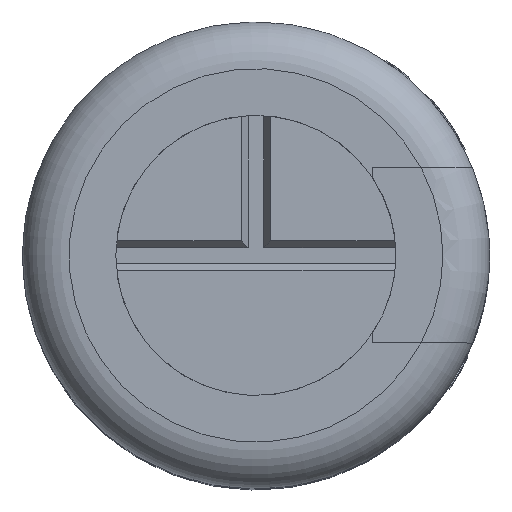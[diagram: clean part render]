
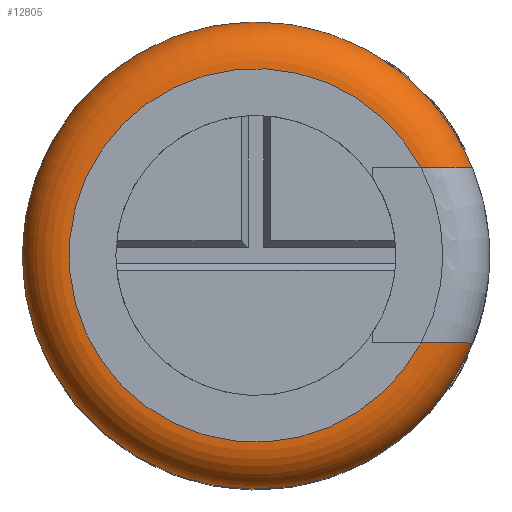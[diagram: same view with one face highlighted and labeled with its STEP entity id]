
A CAD part, top view. The second image highlights one B-rep face of the part: STEP entity #12805.
In plain terms, the highlighted toroidal (fillet/blend) face has major radius 1.6 mm and minor radius 0.4 mm.
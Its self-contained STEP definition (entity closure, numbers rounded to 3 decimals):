
#240 = CIRCLE ( 'NONE', #3396, 2. ) ;
#1158 = FACE_OUTER_BOUND ( 'NONE', #6083, .T. ) ;
#2549 = CARTESIAN_POINT ( 'NONE',  ( 1.854, -0.75, 6.011 ) ) ;
#2557 = CARTESIAN_POINT ( 'NONE',  ( 0., 0., 5.9 ) ) ;
#2743 = B_SPLINE_CURVE_WITH_KNOTS ( 'NONE', 3,
 ( #10943, #12626, #16521, #12760, #20079, #14477 ),
 .UNSPECIFIED., .F., .F.,
 ( 4, 2, 4 ),
 ( 0.001, 0.001, 0.001 ),
 .UNSPECIFIED. ) ;
#3153 = B_SPLINE_CURVE_WITH_KNOTS ( 'NONE', 3,
 ( #9850, #2549, #17225, #18970, #11888, #22601 ),
 .UNSPECIFIED., .F., .F.,
 ( 4, 2, 4 ),
 ( 0.002, 0.002, 0.002 ),
 .UNSPECIFIED. ) ;
#3396 = AXIS2_PLACEMENT_3D ( 'NONE', #7837, #19012, #15228 ) ;
#3600 = CARTESIAN_POINT ( 'NONE',  ( 1.854, 0.75, 5.9 ) ) ;
#3800 = AXIS2_PLACEMENT_3D ( 'NONE', #12898, #9133, #8788 ) ;
#4718 = DIRECTION ( 'NONE',  ( 0., 0., -1. ) ) ;
#5224 = CIRCLE ( 'NONE', #10284, 2. ) ;
#6083 = EDGE_LOOP ( 'NONE', ( #13568, #18389, #17124, #19104, #18736 ) ) ;
#6458 = DIRECTION ( 'NONE',  ( 1., 0., 0. ) ) ;
#6811 = DIRECTION ( 'NONE',  ( 0., 0., 1. ) ) ;
#7699 = TOROIDAL_SURFACE ( 'NONE', #3800, 1.6, 0.4 ) ;
#7837 = CARTESIAN_POINT ( 'NONE',  ( 0., 0., 5.9 ) ) ;
#8451 = VERTEX_POINT ( 'NONE', #23394 ) ;
#8519 = VERTEX_POINT ( 'NONE', #3600 ) ;
#8788 = DIRECTION ( 'NONE',  ( 1., 0., 0. ) ) ;
#8800 = AXIS2_PLACEMENT_3D ( 'NONE', #10677, #6811, #20379 ) ;
#9133 = DIRECTION ( 'NONE',  ( 0., 0., 1. ) ) ;
#9548 = CARTESIAN_POINT ( 'NONE',  ( 1.413, -0.75, 6.3 ) ) ;
#9850 = CARTESIAN_POINT ( 'NONE',  ( 1.854, -0.75, 5.9 ) ) ;
#10284 = AXIS2_PLACEMENT_3D ( 'NONE', #2557, #4718, #6458 ) ;
#10677 = CARTESIAN_POINT ( 'NONE',  ( 0., 0., 6.3 ) ) ;
#10943 = CARTESIAN_POINT ( 'NONE',  ( 1.413, 0.75, 6.3 ) ) ;
#11139 = EDGE_CURVE ( 'NONE', #19542, #22421, #17722, .T. ) ;
#11412 = EDGE_CURVE ( 'NONE', #8451, #16597, #240, .T. ) ;
#11888 = CARTESIAN_POINT ( 'NONE',  ( 1.524, -0.75, 6.3 ) ) ;
#12626 = CARTESIAN_POINT ( 'NONE',  ( 1.523, 0.75, 6.3 ) ) ;
#12760 = CARTESIAN_POINT ( 'NONE',  ( 1.801, 0.75, 6.119 ) ) ;
#12805 = ADVANCED_FACE ( 'NONE', ( #1158 ), #7699, .T. ) ;
#12898 = CARTESIAN_POINT ( 'NONE',  ( 0., 0., 5.9 ) ) ;
#13568 = ORIENTED_EDGE ( 'NONE', *, *, #11412, .F. ) ;
#14119 = CARTESIAN_POINT ( 'NONE',  ( -2., 0., 5.9 ) ) ;
#14423 = EDGE_CURVE ( 'NONE', #8451, #22421, #3153, .T. ) ;
#14477 = CARTESIAN_POINT ( 'NONE',  ( 1.854, 0.75, 5.9 ) ) ;
#15228 = DIRECTION ( 'NONE',  ( 1., 0., 0. ) ) ;
#16521 = CARTESIAN_POINT ( 'NONE',  ( 1.635, 0.75, 6.263 ) ) ;
#16597 = VERTEX_POINT ( 'NONE', #14119 ) ;
#17124 = ORIENTED_EDGE ( 'NONE', *, *, #11139, .F. ) ;
#17225 = CARTESIAN_POINT ( 'NONE',  ( 1.801, -0.75, 6.119 ) ) ;
#17378 = EDGE_CURVE ( 'NONE', #19542, #8519, #2743, .T. ) ;
#17722 = CIRCLE ( 'NONE', #8800, 1.6 ) ;
#17891 = CARTESIAN_POINT ( 'NONE',  ( 1.413, 0.75, 6.3 ) ) ;
#18389 = ORIENTED_EDGE ( 'NONE', *, *, #14423, .T. ) ;
#18736 = ORIENTED_EDGE ( 'NONE', *, *, #22123, .F. ) ;
#18970 = CARTESIAN_POINT ( 'NONE',  ( 1.635, -0.75, 6.263 ) ) ;
#19012 = DIRECTION ( 'NONE',  ( 0., 0., -1. ) ) ;
#19104 = ORIENTED_EDGE ( 'NONE', *, *, #17378, .T. ) ;
#19542 = VERTEX_POINT ( 'NONE', #17891 ) ;
#20079 = CARTESIAN_POINT ( 'NONE',  ( 1.854, 0.75, 6.01 ) ) ;
#20379 = DIRECTION ( 'NONE',  ( 1., 0., 0. ) ) ;
#22123 = EDGE_CURVE ( 'NONE', #16597, #8519, #5224, .T. ) ;
#22421 = VERTEX_POINT ( 'NONE', #9548 ) ;
#22601 = CARTESIAN_POINT ( 'NONE',  ( 1.413, -0.75, 6.3 ) ) ;
#23394 = CARTESIAN_POINT ( 'NONE',  ( 1.854, -0.75, 5.9 ) ) ;
